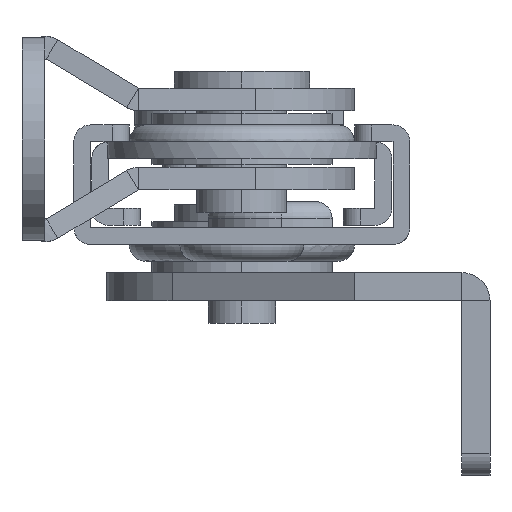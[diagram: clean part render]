
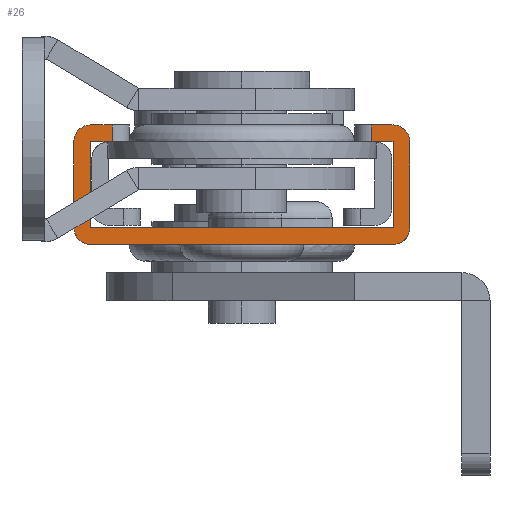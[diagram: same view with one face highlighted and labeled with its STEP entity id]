
A CAD part, left-side view. The second image highlights one B-rep face of the part: STEP entity #26.
In plain terms, the highlighted planar face has unit normal (-1, 0, 0).
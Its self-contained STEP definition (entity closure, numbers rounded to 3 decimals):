
#3 = ORIENTED_EDGE ( 'NONE', *, *, #2719, .F. ) ;
#4 = ORIENTED_EDGE ( 'NONE', *, *, #5, .T. ) ;
#5 = EDGE_CURVE ( 'NONE', #2717, #2772, #2888, .T. ) ;
#6 = ORIENTED_EDGE ( 'NONE', *, *, #2770, .F. ) ;
#7 = ORIENTED_EDGE ( 'NONE', *, *, #8, .T. ) ;
#8 = EDGE_CURVE ( 'NONE', #2771, #2701, #2883, .T. ) ;
#9 = ORIENTED_EDGE ( 'NONE', *, *, #2699, .F. ) ;
#10 = ORIENTED_EDGE ( 'NONE', *, *, #11, .T. ) ;
#11 = EDGE_CURVE ( 'NONE', #2700, #2753, #2878, .T. ) ;
#12 = ORIENTED_EDGE ( 'NONE', *, *, #2781, .F. ) ;
#13 = ORIENTED_EDGE ( 'NONE', *, *, #70, .T. ) ;
#26 = ADVANCED_FACE ( 'NONE', ( #2921 ), #2920, .T. ) ;
#27 = EDGE_LOOP ( 'NONE', ( #3, #4, #6, #7, #9, #10, #12, #13, #71, #72, #74, #75, #76, #77, #78, #79 ) ) ;
#29 = EDGE_CURVE ( 'NONE', #2856, #2534, #2915, .T. ) ;
#36 = VERTEX_POINT ( 'NONE', #2959 ) ;
#38 = EDGE_CURVE ( 'NONE', #36, #2856, #2958, .T. ) ;
#70 = EDGE_CURVE ( 'NONE', #2782, #2824, #3027, .T. ) ;
#71 = ORIENTED_EDGE ( 'NONE', *, *, #2823, .F. ) ;
#72 = ORIENTED_EDGE ( 'NONE', *, *, #73, .T. ) ;
#73 = EDGE_CURVE ( 'NONE', #2821, #2873, #3022, .T. ) ;
#74 = ORIENTED_EDGE ( 'NONE', *, *, #2872, .F. ) ;
#75 = ORIENTED_EDGE ( 'NONE', *, *, #2849, .F. ) ;
#76 = ORIENTED_EDGE ( 'NONE', *, *, #2595, .F. ) ;
#77 = ORIENTED_EDGE ( 'NONE', *, *, #29, .F. ) ;
#78 = ORIENTED_EDGE ( 'NONE', *, *, #38, .F. ) ;
#79 = ORIENTED_EDGE ( 'NONE', *, *, #80, .T. ) ;
#80 = EDGE_CURVE ( 'NONE', #36, #2720, #3018, .T. ) ;
#2534 = VERTEX_POINT ( 'NONE', #7530 ) ;
#2563 = VERTEX_POINT ( 'NONE', #7610 ) ;
#2595 = EDGE_CURVE ( 'NONE', #2534, #2563, #7675, .T. ) ;
#2699 = EDGE_CURVE ( 'NONE', #2700, #2701, #7815, .T. ) ;
#2700 = VERTEX_POINT ( 'NONE', #7811 ) ;
#2701 = VERTEX_POINT ( 'NONE', #7810 ) ;
#2717 = VERTEX_POINT ( 'NONE', #7836 ) ;
#2719 = EDGE_CURVE ( 'NONE', #2717, #2720, #7902, .T. ) ;
#2720 = VERTEX_POINT ( 'NONE', #7898 ) ;
#2753 = VERTEX_POINT ( 'NONE', #7903 ) ;
#2770 = EDGE_CURVE ( 'NONE', #2771, #2772, #7936, .T. ) ;
#2771 = VERTEX_POINT ( 'NONE', #7932 ) ;
#2772 = VERTEX_POINT ( 'NONE', #7931 ) ;
#2781 = EDGE_CURVE ( 'NONE', #2782, #2753, #7982, .T. ) ;
#2782 = VERTEX_POINT ( 'NONE', #7978 ) ;
#2812 = VERTEX_POINT ( 'NONE', #8050 ) ;
#2821 = VERTEX_POINT ( 'NONE', #8035 ) ;
#2823 = EDGE_CURVE ( 'NONE', #2821, #2824, #8034, .T. ) ;
#2824 = VERTEX_POINT ( 'NONE', #8030 ) ;
#2849 = EDGE_CURVE ( 'NONE', #2563, #2812, #8123, .T. ) ;
#2856 = VERTEX_POINT ( 'NONE', #8109 ) ;
#2872 = EDGE_CURVE ( 'NONE', #2812, #2873, #8148, .T. ) ;
#2873 = VERTEX_POINT ( 'NONE', #8144 ) ;
#2877 = AXIS2_PLACEMENT_3D ( 'NONE', #2943, #2942, #2941 ) ;
#2878 = CIRCLE ( 'NONE', #2877, 1.5 ) ;
#2879 = DIRECTION ( 'NONE',  ( 0., 0., 1. ) ) ;
#2880 = DIRECTION ( 'NONE',  ( -1., 0., 0. ) ) ;
#2881 = CARTESIAN_POINT ( 'NONE',  ( -230., 13.4, -7.6 ) ) ;
#2882 = AXIS2_PLACEMENT_3D ( 'NONE', #2881, #2880, #2879 ) ;
#2883 = CIRCLE ( 'NONE', #2882, 1.5 ) ;
#2884 = DIRECTION ( 'NONE',  ( 0., 0., 1. ) ) ;
#2885 = DIRECTION ( 'NONE',  ( -1., 0., 0. ) ) ;
#2886 = CARTESIAN_POINT ( 'NONE',  ( -230., 13.4, 0. ) ) ;
#2887 = AXIS2_PLACEMENT_3D ( 'NONE', #2886, #2885, #2884 ) ;
#2888 = CIRCLE ( 'NONE', #2887, 1.5 ) ;
#2912 = DIRECTION ( 'NONE',  ( 0., 0., -1. ) ) ;
#2913 = VECTOR ( 'NONE', #2912, 1000. ) ;
#2914 = CARTESIAN_POINT ( 'NONE',  ( -230., 13.4, 0. ) ) ;
#2915 = LINE ( 'NONE', #2914, #2913 ) ;
#2916 = DIRECTION ( 'NONE',  ( 0., 0., 1. ) ) ;
#2917 = DIRECTION ( 'NONE',  ( -1., 0., 0. ) ) ;
#2918 = CARTESIAN_POINT ( 'NONE',  ( -230., 10., 1.5 ) ) ;
#2919 = AXIS2_PLACEMENT_3D ( 'NONE', #2918, #2917, #2916 ) ;
#2920 = PLANE ( 'NONE',  #2919 ) ;
#2921 = FACE_OUTER_BOUND ( 'NONE', #27, .T. ) ;
#2941 = DIRECTION ( 'NONE',  ( 0., 0., 1. ) ) ;
#2942 = DIRECTION ( 'NONE',  ( -1., 0., 0. ) ) ;
#2943 = CARTESIAN_POINT ( 'NONE',  ( -230., -13.4, -7.6 ) ) ;
#2955 = DIRECTION ( 'NONE',  ( 0., 1., 0. ) ) ;
#2956 = VECTOR ( 'NONE', #2955, 1000. ) ;
#2957 = CARTESIAN_POINT ( 'NONE',  ( -230., 10., 0. ) ) ;
#2958 = LINE ( 'NONE', #2957, #2956 ) ;
#2959 = CARTESIAN_POINT ( 'NONE',  ( -230., 11.5, 0. ) ) ;
#3015 = DIRECTION ( 'NONE',  ( 0., 0., 1. ) ) ;
#3016 = VECTOR ( 'NONE', #3015, 1000. ) ;
#3017 = CARTESIAN_POINT ( 'NONE',  ( -230., 11.5, 1.5 ) ) ;
#3018 = LINE ( 'NONE', #3017, #3016 ) ;
#3019 = DIRECTION ( 'NONE',  ( 0., 0., -1. ) ) ;
#3020 = VECTOR ( 'NONE', #3019, 1000. ) ;
#3021 = CARTESIAN_POINT ( 'NONE',  ( -230., -11.5, 1.5 ) ) ;
#3022 = LINE ( 'NONE', #3021, #3020 ) ;
#3023 = DIRECTION ( 'NONE',  ( 0., 0., 1. ) ) ;
#3024 = DIRECTION ( 'NONE',  ( -1., 0., 0. ) ) ;
#3025 = CARTESIAN_POINT ( 'NONE',  ( -230., -13.4, 0. ) ) ;
#3026 = AXIS2_PLACEMENT_3D ( 'NONE', #3025, #3024, #3023 ) ;
#3027 = CIRCLE ( 'NONE', #3026, 1.5 ) ;
#7530 = CARTESIAN_POINT ( 'NONE',  ( -230., 13.4, -7.6 ) ) ;
#7610 = CARTESIAN_POINT ( 'NONE',  ( -230., -13.4, -7.6 ) ) ;
#7672 = DIRECTION ( 'NONE',  ( 0., -1., 0. ) ) ;
#7673 = VECTOR ( 'NONE', #7672, 1000. ) ;
#7674 = CARTESIAN_POINT ( 'NONE',  ( -230., 13.4, -7.6 ) ) ;
#7675 = LINE ( 'NONE', #7674, #7673 ) ;
#7810 = CARTESIAN_POINT ( 'NONE',  ( -230., 13.4, -9.1 ) ) ;
#7811 = CARTESIAN_POINT ( 'NONE',  ( -230., -13.4, -9.1 ) ) ;
#7812 = DIRECTION ( 'NONE',  ( 0., 1., 0. ) ) ;
#7813 = VECTOR ( 'NONE', #7812, 1000. ) ;
#7814 = CARTESIAN_POINT ( 'NONE',  ( -230., 14.9, -9.1 ) ) ;
#7815 = LINE ( 'NONE', #7814, #7813 ) ;
#7836 = CARTESIAN_POINT ( 'NONE',  ( -230., 13.4, 1.5 ) ) ;
#7898 = CARTESIAN_POINT ( 'NONE',  ( -230., 11.5, 1.5 ) ) ;
#7899 = DIRECTION ( 'NONE',  ( 0., -1., 0. ) ) ;
#7900 = VECTOR ( 'NONE', #7899, 1000. ) ;
#7901 = CARTESIAN_POINT ( 'NONE',  ( -230., 10., 1.5 ) ) ;
#7902 = LINE ( 'NONE', #7901, #7900 ) ;
#7903 = CARTESIAN_POINT ( 'NONE',  ( -230., -14.9, -7.6 ) ) ;
#7931 = CARTESIAN_POINT ( 'NONE',  ( -230., 14.9, 0. ) ) ;
#7932 = CARTESIAN_POINT ( 'NONE',  ( -230., 14.9, -7.6 ) ) ;
#7933 = DIRECTION ( 'NONE',  ( 0., 0., 1. ) ) ;
#7934 = VECTOR ( 'NONE', #7933, 1000. ) ;
#7935 = CARTESIAN_POINT ( 'NONE',  ( -230., 14.9, 1.5 ) ) ;
#7936 = LINE ( 'NONE', #7935, #7934 ) ;
#7978 = CARTESIAN_POINT ( 'NONE',  ( -230., -14.9, 0. ) ) ;
#7979 = DIRECTION ( 'NONE',  ( 0., 0., -1. ) ) ;
#7980 = VECTOR ( 'NONE', #7979, 1000. ) ;
#7981 = CARTESIAN_POINT ( 'NONE',  ( -230., -14.9, -9.1 ) ) ;
#7982 = LINE ( 'NONE', #7981, #7980 ) ;
#8030 = CARTESIAN_POINT ( 'NONE',  ( -230., -13.4, 1.5 ) ) ;
#8031 = DIRECTION ( 'NONE',  ( 0., -1., 0. ) ) ;
#8032 = VECTOR ( 'NONE', #8031, 1000. ) ;
#8033 = CARTESIAN_POINT ( 'NONE',  ( -230., -14.9, 1.5 ) ) ;
#8034 = LINE ( 'NONE', #8033, #8032 ) ;
#8035 = CARTESIAN_POINT ( 'NONE',  ( -230., -11.5, 1.5 ) ) ;
#8050 = CARTESIAN_POINT ( 'NONE',  ( -230., -13.4, 0. ) ) ;
#8109 = CARTESIAN_POINT ( 'NONE',  ( -230., 13.4, 0. ) ) ;
#8120 = DIRECTION ( 'NONE',  ( 0., 0., 1. ) ) ;
#8121 = VECTOR ( 'NONE', #8120, 1000. ) ;
#8122 = CARTESIAN_POINT ( 'NONE',  ( -230., -13.4, -7.6 ) ) ;
#8123 = LINE ( 'NONE', #8122, #8121 ) ;
#8144 = CARTESIAN_POINT ( 'NONE',  ( -230., -11.5, 0. ) ) ;
#8145 = DIRECTION ( 'NONE',  ( 0., 1., 0. ) ) ;
#8146 = VECTOR ( 'NONE', #8145, 1000. ) ;
#8147 = CARTESIAN_POINT ( 'NONE',  ( -230., -13.4, 0. ) ) ;
#8148 = LINE ( 'NONE', #8147, #8146 ) ;
